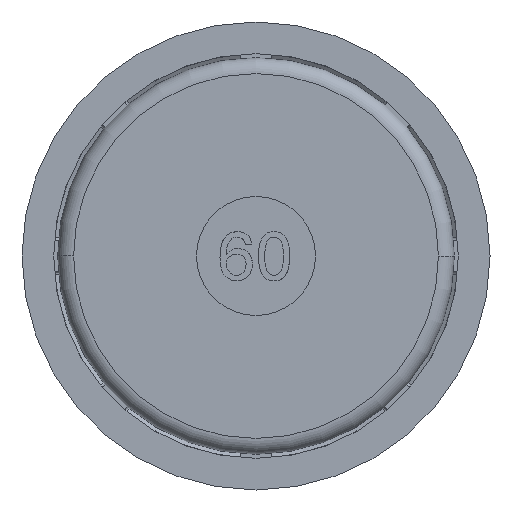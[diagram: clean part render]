
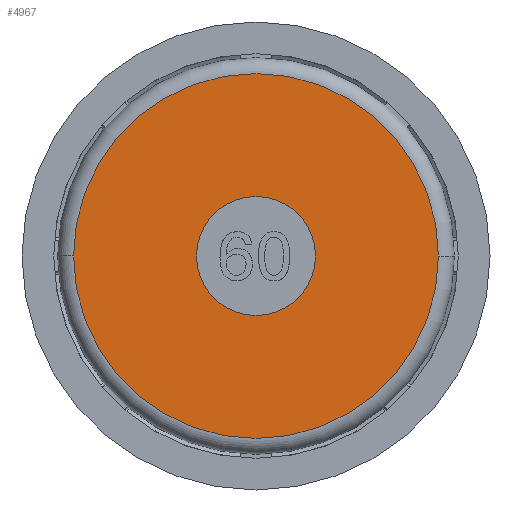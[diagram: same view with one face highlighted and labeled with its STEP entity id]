
A CAD part, front view. The second image highlights one B-rep face of the part: STEP entity #4967.
In plain terms, the highlighted planar face has unit normal (0, -1, 0).
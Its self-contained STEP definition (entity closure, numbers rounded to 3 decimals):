
#40 = CARTESIAN_POINT ( 'NONE',  ( 7.5, -3., 0. ) ) ;
#99 = PLANE ( 'NONE',  #7057 ) ;
#664 = VERTEX_POINT ( 'NONE', #6891 ) ;
#927 = CARTESIAN_POINT ( 'NONE',  ( 23., -3., 0. ) ) ;
#1010 = EDGE_LOOP ( 'NONE', ( #8153, #2358 ) ) ;
#1123 = EDGE_LOOP ( 'NONE', ( #8035, #3819 ) ) ;
#1510 = DIRECTION ( 'NONE',  ( 0., 0., -1. ) ) ;
#1885 = CARTESIAN_POINT ( 'NONE',  ( 0., -3., 0. ) ) ;
#2060 = CIRCLE ( 'NONE', #3301, 7.5 ) ;
#2233 = DIRECTION ( 'NONE',  ( 0., 1., 0. ) ) ;
#2256 = CARTESIAN_POINT ( 'NONE',  ( -23., -3., 0. ) ) ;
#2287 = DIRECTION ( 'NONE',  ( 0., -1., 0. ) ) ;
#2358 = ORIENTED_EDGE ( 'NONE', *, *, #6776, .F. ) ;
#2732 = CARTESIAN_POINT ( 'NONE',  ( 0., -3., -7.5 ) ) ;
#2867 = CARTESIAN_POINT ( 'NONE',  ( 0., -3., 0. ) ) ;
#2950 = DIRECTION ( 'NONE',  ( 0., 0., -1. ) ) ;
#3170 = EDGE_CURVE ( 'NONE', #7701, #5661, #9624, .T. ) ;
#3301 = AXIS2_PLACEMENT_3D ( 'NONE', #5952, #2233, #2950 ) ;
#3562 = AXIS2_PLACEMENT_3D ( 'NONE', #2867, #8828, #7263 ) ;
#3819 = ORIENTED_EDGE ( 'NONE', *, *, #7831, .T. ) ;
#4021 = CIRCLE ( 'NONE', #8277, 23. ) ;
#4384 = FACE_OUTER_BOUND ( 'NONE', #1010, .T. ) ;
#4712 = EDGE_CURVE ( 'NONE', #5103, #664, #2060, .T. ) ;
#4967 = ADVANCED_FACE ( 'NONE', ( #4384, #5413 ), #99, .T. ) ;
#5103 = VERTEX_POINT ( 'NONE', #2732 ) ;
#5108 = DIRECTION ( 'NONE',  ( 0., 1., 0. ) ) ;
#5413 = FACE_BOUND ( 'NONE', #1123, .T. ) ;
#5661 = VERTEX_POINT ( 'NONE', #2256 ) ;
#5746 = CIRCLE ( 'NONE', #3562, 7.5 ) ;
#5830 = DIRECTION ( 'NONE',  ( 1., 0., 0. ) ) ;
#5952 = CARTESIAN_POINT ( 'NONE',  ( 0., -3., 0. ) ) ;
#6776 = EDGE_CURVE ( 'NONE', #5661, #7701, #4021, .T. ) ;
#6891 = CARTESIAN_POINT ( 'NONE',  ( 0., -3., 7.5 ) ) ;
#7057 = AXIS2_PLACEMENT_3D ( 'NONE', #40, #2287, #1510 ) ;
#7263 = DIRECTION ( 'NONE',  ( 0., 0., -1. ) ) ;
#7701 = VERTEX_POINT ( 'NONE', #927 ) ;
#7831 = EDGE_CURVE ( 'NONE', #664, #5103, #5746, .T. ) ;
#7883 = DIRECTION ( 'NONE',  ( 1., 0., 0. ) ) ;
#7950 = DIRECTION ( 'NONE',  ( 0., 1., 0. ) ) ;
#7995 = CARTESIAN_POINT ( 'NONE',  ( 0., -3., 0. ) ) ;
#8035 = ORIENTED_EDGE ( 'NONE', *, *, #4712, .T. ) ;
#8153 = ORIENTED_EDGE ( 'NONE', *, *, #3170, .F. ) ;
#8174 = AXIS2_PLACEMENT_3D ( 'NONE', #7995, #5108, #5830 ) ;
#8277 = AXIS2_PLACEMENT_3D ( 'NONE', #1885, #7950, #7883 ) ;
#8828 = DIRECTION ( 'NONE',  ( 0., 1., 0. ) ) ;
#9624 = CIRCLE ( 'NONE', #8174, 23. ) ;
